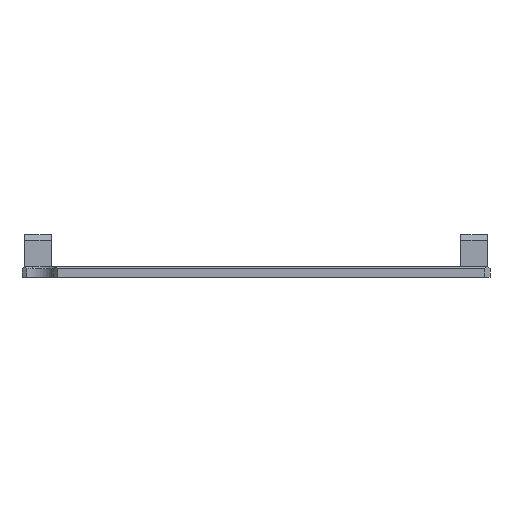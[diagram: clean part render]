
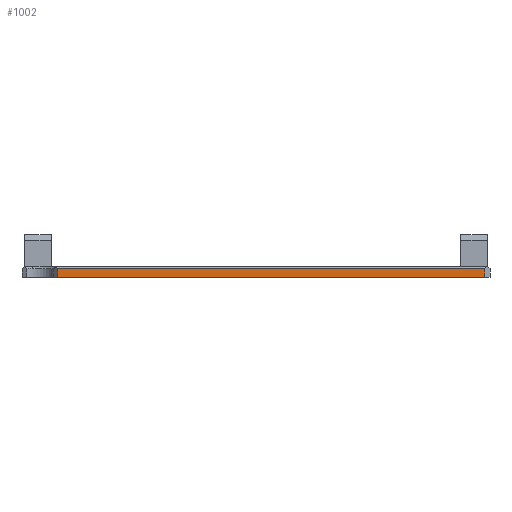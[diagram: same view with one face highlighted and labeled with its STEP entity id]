
A CAD part, left-side view. The second image highlights one B-rep face of the part: STEP entity #1002.
In plain terms, the highlighted planar face has unit normal (-1, 0, 0).
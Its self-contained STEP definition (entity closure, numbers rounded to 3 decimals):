
#71 = PLANE('',#72);
#72 = AXIS2_PLACEMENT_3D('',#73,#74,#75);
#73 = CARTESIAN_POINT('',(0.,0.,5.));
#74 = DIRECTION('',(0.,-0.,-1.));
#75 = DIRECTION('',(0.,-1.,0.));
#1002 = ADVANCED_FACE('',(#1003),#1017,.T.);
#1003 = FACE_BOUND('',#1004,.T.);
#1004 = EDGE_LOOP('',(#1005,#1040,#1068,#1096));
#1005 = ORIENTED_EDGE('',*,*,#1006,.T.);
#1006 = EDGE_CURVE('',#1007,#1009,#1011,.T.);
#1007 = VERTEX_POINT('',#1008);
#1008 = CARTESIAN_POINT('',(-87.,-86.,5.));
#1009 = VERTEX_POINT('',#1010);
#1010 = CARTESIAN_POINT('',(-87.,-86.,8.2));
#1011 = SURFACE_CURVE('',#1012,(#1016,#1028),.PCURVE_S1.);
#1012 = LINE('',#1013,#1014);
#1013 = CARTESIAN_POINT('',(-87.,-86.,5.));
#1014 = VECTOR('',#1015,1.);
#1015 = DIRECTION('',(0.,0.,1.));
#1016 = PCURVE('',#1017,#1022);
#1017 = PLANE('',#1018);
#1018 = AXIS2_PLACEMENT_3D('',#1019,#1020,#1021);
#1019 = CARTESIAN_POINT('',(-87.,-88.,5.));
#1020 = DIRECTION('',(-1.,0.,0.));
#1021 = DIRECTION('',(0.,1.,0.));
#1022 = DEFINITIONAL_REPRESENTATION('',(#1023),#1027);
#1023 = LINE('',#1024,#1025);
#1024 = CARTESIAN_POINT('',(2.,0.));
#1025 = VECTOR('',#1026,1.);
#1026 = DIRECTION('',(0.,-1.));
#1027 = ( GEOMETRIC_REPRESENTATION_CONTEXT(2) 
PARAMETRIC_REPRESENTATION_CONTEXT() REPRESENTATION_CONTEXT('2D SPACE',''
  ) );
#1028 = PCURVE('',#1029,#1034);
#1029 = PLANE('',#1030);
#1030 = AXIS2_PLACEMENT_3D('',#1031,#1032,#1033);
#1031 = CARTESIAN_POINT('',(-86.,-87.,5.));
#1032 = DIRECTION('',(-0.707,-0.707,0.));
#1033 = DIRECTION('',(-0.,-0.,-1.));
#1034 = DEFINITIONAL_REPRESENTATION('',(#1035),#1039);
#1035 = LINE('',#1036,#1037);
#1036 = CARTESIAN_POINT('',(-0.,-1.414));
#1037 = VECTOR('',#1038,1.);
#1038 = DIRECTION('',(-1.,0.));
#1039 = ( GEOMETRIC_REPRESENTATION_CONTEXT(2) 
PARAMETRIC_REPRESENTATION_CONTEXT() REPRESENTATION_CONTEXT('2D SPACE',''
  ) );
#1040 = ORIENTED_EDGE('',*,*,#1041,.T.);
#1041 = EDGE_CURVE('',#1009,#1042,#1044,.T.);
#1042 = VERTEX_POINT('',#1043);
#1043 = CARTESIAN_POINT('',(-87.,74.584,8.2));
#1044 = SURFACE_CURVE('',#1045,(#1049,#1056),.PCURVE_S1.);
#1045 = LINE('',#1046,#1047);
#1046 = CARTESIAN_POINT('',(-87.,-86.,8.2));
#1047 = VECTOR('',#1048,1.);
#1048 = DIRECTION('',(0.,1.,0.));
#1049 = PCURVE('',#1017,#1050);
#1050 = DEFINITIONAL_REPRESENTATION('',(#1051),#1055);
#1051 = LINE('',#1052,#1053);
#1052 = CARTESIAN_POINT('',(2.,-3.2));
#1053 = VECTOR('',#1054,1.);
#1054 = DIRECTION('',(1.,0.));
#1055 = ( GEOMETRIC_REPRESENTATION_CONTEXT(2) 
PARAMETRIC_REPRESENTATION_CONTEXT() REPRESENTATION_CONTEXT('2D SPACE',''
  ) );
#1056 = PCURVE('',#1057,#1062);
#1057 = PLANE('',#1058);
#1058 = AXIS2_PLACEMENT_3D('',#1059,#1060,#1061);
#1059 = CARTESIAN_POINT('',(-86.6,-86.,8.6));
#1060 = DIRECTION('',(0.707,0.,-0.707
    ));
#1061 = DIRECTION('',(0.,1.,0.));
#1062 = DEFINITIONAL_REPRESENTATION('',(#1063),#1067);
#1063 = LINE('',#1064,#1065);
#1064 = CARTESIAN_POINT('',(0.,-0.566));
#1065 = VECTOR('',#1066,1.);
#1066 = DIRECTION('',(1.,0.));
#1067 = ( GEOMETRIC_REPRESENTATION_CONTEXT(2) 
PARAMETRIC_REPRESENTATION_CONTEXT() REPRESENTATION_CONTEXT('2D SPACE',''
  ) );
#1068 = ORIENTED_EDGE('',*,*,#1069,.F.);
#1069 = EDGE_CURVE('',#1070,#1042,#1072,.T.);
#1070 = VERTEX_POINT('',#1071);
#1071 = CARTESIAN_POINT('',(-87.,74.584,5.));
#1072 = SURFACE_CURVE('',#1073,(#1077,#1084),.PCURVE_S1.);
#1073 = LINE('',#1074,#1075);
#1074 = CARTESIAN_POINT('',(-87.,74.584,5.));
#1075 = VECTOR('',#1076,1.);
#1076 = DIRECTION('',(0.,0.,1.));
#1077 = PCURVE('',#1017,#1078);
#1078 = DEFINITIONAL_REPRESENTATION('',(#1079),#1083);
#1079 = LINE('',#1080,#1081);
#1080 = CARTESIAN_POINT('',(162.584,0.));
#1081 = VECTOR('',#1082,1.);
#1082 = DIRECTION('',(0.,-1.));
#1083 = ( GEOMETRIC_REPRESENTATION_CONTEXT(2) 
PARAMETRIC_REPRESENTATION_CONTEXT() REPRESENTATION_CONTEXT('2D SPACE',''
  ) );
#1084 = PCURVE('',#1085,#1090);
#1085 = PLANE('',#1086);
#1086 = AXIS2_PLACEMENT_3D('',#1087,#1088,#1089);
#1087 = CARTESIAN_POINT('',(-87.,74.584,5.));
#1088 = DIRECTION('',(-0.61,0.793,0.));
#1089 = DIRECTION('',(0.,0.,1.));
#1090 = DEFINITIONAL_REPRESENTATION('',(#1091),#1095);
#1091 = LINE('',#1092,#1093);
#1092 = CARTESIAN_POINT('',(0.,0.));
#1093 = VECTOR('',#1094,1.);
#1094 = DIRECTION('',(1.,0.));
#1095 = ( GEOMETRIC_REPRESENTATION_CONTEXT(2) 
PARAMETRIC_REPRESENTATION_CONTEXT() REPRESENTATION_CONTEXT('2D SPACE',''
  ) );
#1096 = ORIENTED_EDGE('',*,*,#1097,.F.);
#1097 = EDGE_CURVE('',#1007,#1070,#1098,.T.);
#1098 = SURFACE_CURVE('',#1099,(#1103,#1110),.PCURVE_S1.);
#1099 = LINE('',#1100,#1101);
#1100 = CARTESIAN_POINT('',(-87.,-88.,5.));
#1101 = VECTOR('',#1102,1.);
#1102 = DIRECTION('',(0.,1.,0.));
#1103 = PCURVE('',#1017,#1104);
#1104 = DEFINITIONAL_REPRESENTATION('',(#1105),#1109);
#1105 = LINE('',#1106,#1107);
#1106 = CARTESIAN_POINT('',(0.,0.));
#1107 = VECTOR('',#1108,1.);
#1108 = DIRECTION('',(1.,0.));
#1109 = ( GEOMETRIC_REPRESENTATION_CONTEXT(2) 
PARAMETRIC_REPRESENTATION_CONTEXT() REPRESENTATION_CONTEXT('2D SPACE',''
  ) );
#1110 = PCURVE('',#71,#1111);
#1111 = DEFINITIONAL_REPRESENTATION('',(#1112),#1116);
#1112 = LINE('',#1113,#1114);
#1113 = CARTESIAN_POINT('',(88.,87.));
#1114 = VECTOR('',#1115,1.);
#1115 = DIRECTION('',(-1.,0.));
#1116 = ( GEOMETRIC_REPRESENTATION_CONTEXT(2) 
PARAMETRIC_REPRESENTATION_CONTEXT() REPRESENTATION_CONTEXT('2D SPACE',''
  ) );
